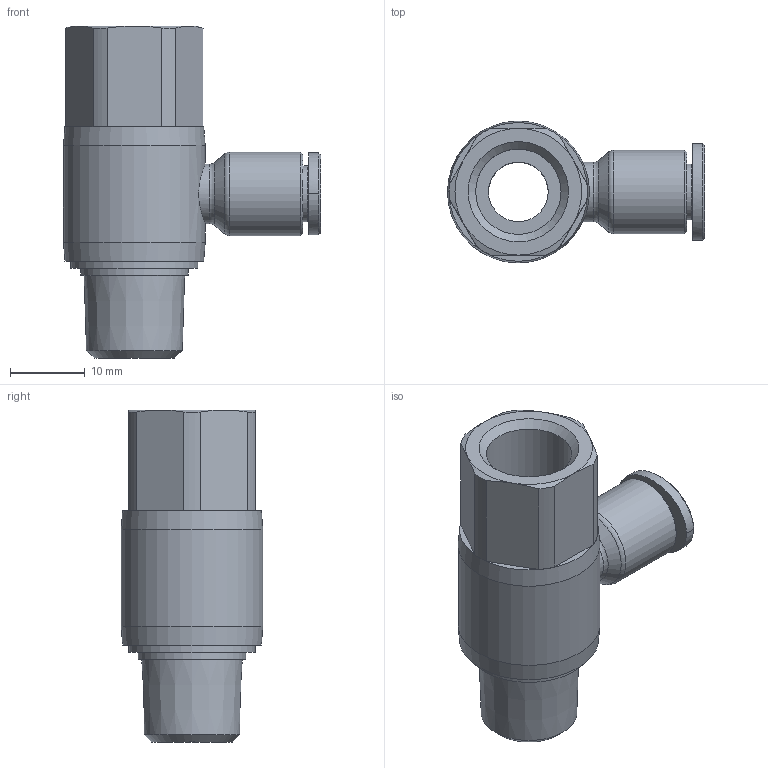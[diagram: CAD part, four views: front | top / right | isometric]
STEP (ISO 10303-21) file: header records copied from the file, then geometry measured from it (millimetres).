
FILE_DESCRIPTION(/* description */ (''),/* implementation_level */ '2;1');
FILE_NAME(/* name */ 'Iqstf_146.stp',/* time_stamp */ '2021-02-18T11:43:21+01:00',/* author */ ('leitheußer'),/* organization */ (''),/* preprocessor_version */ 'ST-DEVELOPER v16.13',/* originating_system */ 'Autodesk Inventor LT',/* authorisation */ '');
FILE_SCHEMA (('AUTOMOTIVE_DESIGN { 1 0 10303 214 3 1 1 }'));
Length unit declared in the file: millimetre
Products named in the file (1): GPHF_0602-G02(3D)
Bounding box: 34.45 x 19 x 44.5 mm (x, y, z)
Volume: 8317.3 mm3; surface area: 5032.3 mm2
Topology: 1 solids, 1 shells, 251 faces, 679 edges, 449 vertices
Faces by surface type: plane 181, cylinder 26, bspline 26, cone 16, torus 2
Full cylindrical faces by diameter (mm): 6.2 x1, 7.5 x1, 8 x2, 11.2 x1, 11.445 x1, 14.4 x1, 17 x1, 19 x1
Entity records: 8413 total; most frequent: CARTESIAN_POINT 2220, ORIENTED_EDGE 1300, DIRECTION 1199, EDGE_CURVE 650, LINE 517, VECTOR 517, VERTEX_POINT 441, AXIS2_PLACEMENT_3D 341
